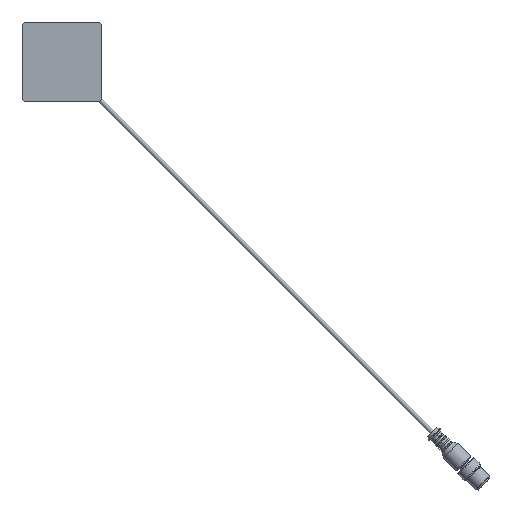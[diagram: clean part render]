
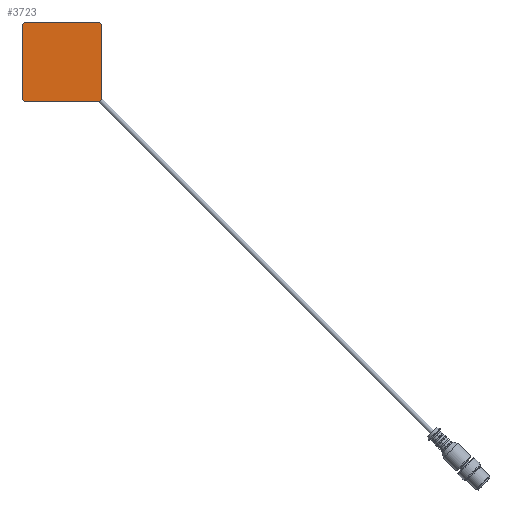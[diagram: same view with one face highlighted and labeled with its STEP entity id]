
A CAD part, top view. The second image highlights one B-rep face of the part: STEP entity #3723.
In plain terms, the highlighted planar face has unit normal (0, 0, 1).
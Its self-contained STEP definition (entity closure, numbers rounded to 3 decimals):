
#373=FACE_OUTER_BOUND('',#673,.T.);
#673=EDGE_LOOP('',(#2835,#2836,#2837,#2838,#2839,#2840,#2841,#2842));
#899=CIRCLE('',#4066,3.);
#902=CIRCLE('',#4071,3.);
#903=CIRCLE('',#4073,3.);
#905=CIRCLE('',#4077,3.);
#1106=LINE('',#6058,#1375);
#1112=LINE('',#6079,#1381);
#1116=LINE('',#6090,#1385);
#1119=LINE('',#6094,#1388);
#1375=VECTOR('',#4880,44.);
#1381=VECTOR('',#4900,44.);
#1385=VECTOR('',#4912,44.);
#1388=VECTOR('',#4917,44.);
#1707=VERTEX_POINT('',#6048);
#1708=VERTEX_POINT('',#6049);
#1711=VERTEX_POINT('',#6057);
#1714=VERTEX_POINT('',#6065);
#1715=VERTEX_POINT('',#6069);
#1716=VERTEX_POINT('',#6070);
#1719=VERTEX_POINT('',#6078);
#1721=VERTEX_POINT('',#6084);
#2099=EDGE_CURVE('',#1707,#1708,#899,.T.);
#2103=EDGE_CURVE('',#1711,#1708,#1106,.T.);
#2107=EDGE_CURVE('',#1711,#1714,#902,.T.);
#2109=EDGE_CURVE('',#1715,#1716,#903,.T.);
#2113=EDGE_CURVE('',#1719,#1716,#1112,.T.);
#2116=EDGE_CURVE('',#1719,#1721,#905,.T.);
#2119=EDGE_CURVE('',#1715,#1714,#1116,.T.);
#2122=EDGE_CURVE('',#1707,#1721,#1119,.T.);
#2835=ORIENTED_EDGE('',*,*,#2099,.F.);
#2836=ORIENTED_EDGE('',*,*,#2122,.T.);
#2837=ORIENTED_EDGE('',*,*,#2116,.F.);
#2838=ORIENTED_EDGE('',*,*,#2113,.T.);
#2839=ORIENTED_EDGE('',*,*,#2109,.F.);
#2840=ORIENTED_EDGE('',*,*,#2119,.T.);
#2841=ORIENTED_EDGE('',*,*,#2107,.F.);
#2842=ORIENTED_EDGE('',*,*,#2103,.T.);
#3312=PLANE('',#4081);
#3723=ADVANCED_FACE('',(#373),#3312,.T.);
#4066=AXIS2_PLACEMENT_3D('',#6050,#4872,#4873);
#4071=AXIS2_PLACEMENT_3D('',#6066,#4887,#4888);
#4073=AXIS2_PLACEMENT_3D('',#6071,#4892,#4893);
#4077=AXIS2_PLACEMENT_3D('',#6085,#4905,#4906);
#4081=AXIS2_PLACEMENT_3D('',#6095,#4918,#4919);
#4872=DIRECTION('center_axis',(0.,0.,
-1.));
#4873=DIRECTION('ref_axis',(0.707,-0.707,0.));
#4880=DIRECTION('',(1.,0.,0.));
#4887=DIRECTION('center_axis',(0.,0.,
-1.));
#4888=DIRECTION('ref_axis',(-0.707,-0.707,0.));
#4892=DIRECTION('center_axis',(0.,0.,
-1.));
#4893=DIRECTION('ref_axis',(-0.707,0.707,0.));
#4900=DIRECTION('',(-1.,0.,0.));
#4905=DIRECTION('center_axis',(0.,0.,
-1.));
#4906=DIRECTION('ref_axis',(0.707,0.707,0.));
#4912=DIRECTION('',(0.,-1.,0.));
#4917=DIRECTION('',(0.,1.,0.));
#4918=DIRECTION('center_axis',(0.,0.,
1.));
#4919=DIRECTION('ref_axis',(1.,0.,0.));
#6048=CARTESIAN_POINT('',(22.433,-25.381,13.225));
#6049=CARTESIAN_POINT('',(19.433,-28.381,13.225));
#6050=CARTESIAN_POINT('Origin',(19.433,-25.381,13.225));
#6057=CARTESIAN_POINT('',(-24.567,-28.381,13.225));
#6058=CARTESIAN_POINT('',(-27.567,-28.381,13.225));
#6065=CARTESIAN_POINT('',(-27.567,-25.381,13.225));
#6066=CARTESIAN_POINT('Origin',(-24.567,-25.381,13.225));
#6069=CARTESIAN_POINT('',(-27.567,18.619,13.225));
#6070=CARTESIAN_POINT('',(-24.567,21.619,13.225));
#6071=CARTESIAN_POINT('Origin',(-24.567,18.619,13.225));
#6078=CARTESIAN_POINT('',(19.433,21.619,13.225));
#6079=CARTESIAN_POINT('',(22.433,21.619,13.225));
#6084=CARTESIAN_POINT('',(22.433,18.619,13.225));
#6085=CARTESIAN_POINT('Origin',(19.433,18.619,13.225));
#6090=CARTESIAN_POINT('',(-27.567,21.619,13.225));
#6094=CARTESIAN_POINT('',(22.433,-28.381,13.225));
#6095=CARTESIAN_POINT('Origin',(-2.567,-3.381,13.225));
